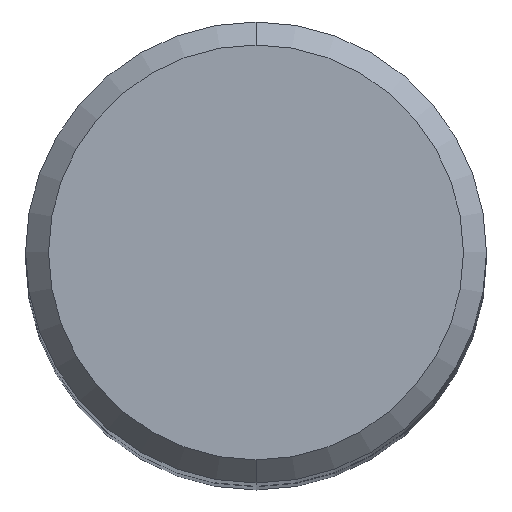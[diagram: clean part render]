
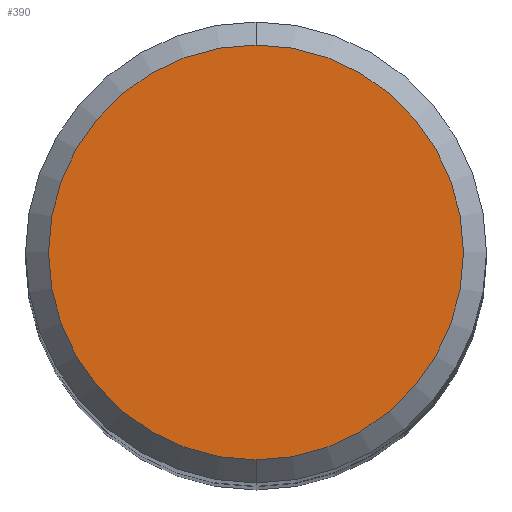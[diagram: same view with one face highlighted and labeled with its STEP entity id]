
A CAD part, top view. The second image highlights one B-rep face of the part: STEP entity #390.
In plain terms, the highlighted planar face has unit normal (0, 0, 1).
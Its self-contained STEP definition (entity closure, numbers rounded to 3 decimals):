
#172=VERTEX_POINT('',#450);
#180=VERTEX_POINT('',#458);
#230=EDGE_CURVE('',#180,#172,#515,.T.);
#254=EDGE_CURVE('',#172,#180,#542,.T.);
#390=ADVANCED_FACE('',(#691),#692,.T.);
#450=CARTESIAN_POINT('',(0.0,7.2,0.0));
#458=CARTESIAN_POINT('',(0.,-7.2,0.0));
#515=CIRCLE('',#903,7.2);
#542=CIRCLE('',#975,7.2);
#691=FACE_OUTER_BOUND('',#1323,.T.);
#692=PLANE('',#1324);
#903=AXIS2_PLACEMENT_3D('',#1490,#1491,#1492);
#975=AXIS2_PLACEMENT_3D('',#1523,#1524,#1525);
#1323=EDGE_LOOP('',(#1668,#1669));
#1324=AXIS2_PLACEMENT_3D('',#1670,#1671,#1672);
#1490=CARTESIAN_POINT('',(0.0,0.0,0.0));
#1491=DIRECTION('',(0.0,0.0,-1.0));
#1492=DIRECTION('',(0.0,1.0,0.0));
#1523=CARTESIAN_POINT('',(0.0,0.0,0.0));
#1524=DIRECTION('',(0.0,0.0,-1.0));
#1525=DIRECTION('',(0.0,1.0,0.0));
#1668=ORIENTED_EDGE('',*,*,#254,.F.);
#1669=ORIENTED_EDGE('',*,*,#230,.F.);
#1670=CARTESIAN_POINT('',(0.0,3.6,0.0));
#1671=DIRECTION('',(-0.0,0.0,1.0));
#1672=DIRECTION('',(0.0,-1.0,0.0));
